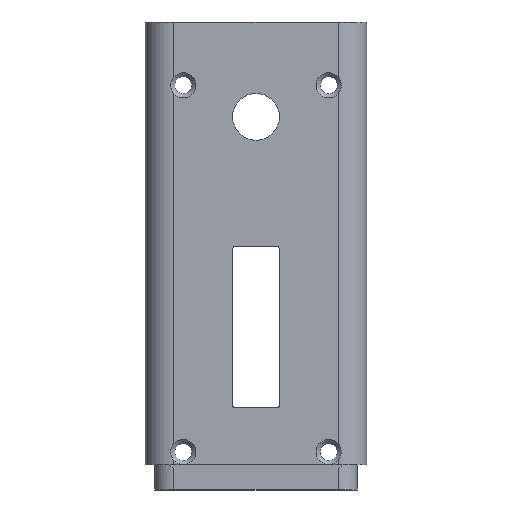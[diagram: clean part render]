
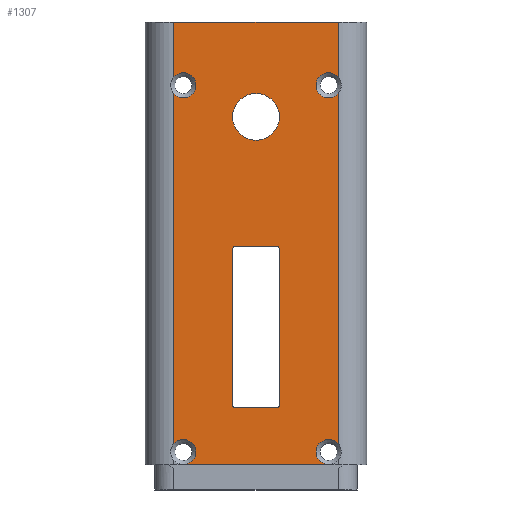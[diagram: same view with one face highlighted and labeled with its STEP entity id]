
A CAD part, top view. The second image highlights one B-rep face of the part: STEP entity #1307.
In plain terms, the highlighted planar face has unit normal (0, 0, 1).
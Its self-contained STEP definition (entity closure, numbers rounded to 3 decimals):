
#66=CIRCLE('',#1372,0.5);
#67=CIRCLE('',#1375,0.5);
#68=CIRCLE('',#1378,0.5);
#69=CIRCLE('',#1381,0.5);
#71=CIRCLE('',#1385,3.7);
#93=CIRCLE('',#1425,2.);
#94=CIRCLE('',#1426,2.);
#97=CIRCLE('',#1430,2.);
#99=CIRCLE('',#1434,2.);
#101=CIRCLE('',#1436,2.);
#102=CIRCLE('',#1439,2.);
#118=FACE_BOUND('',#253,.T.);
#119=FACE_BOUND('',#254,.T.);
#176=FACE_OUTER_BOUND('',#252,.T.);
#252=EDGE_LOOP('',(#1115,#1116,#1117,#1118,#1119,#1120,#1121,#1122,#1123,
#1124,#1125,#1126));
#253=EDGE_LOOP('',(#1127,#1128,#1129,#1130,#1131,#1132,#1133,#1134));
#254=EDGE_LOOP('',(#1135));
#328=LINE('',#1977,#451);
#331=LINE('',#1985,#454);
#334=LINE('',#1993,#457);
#337=LINE('',#2000,#460);
#361=LINE('',#2190,#484);
#371=LINE('',#2284,#494);
#372=LINE('',#2286,#495);
#375=LINE('',#2293,#498);
#376=LINE('',#2295,#499);
#377=LINE('',#2296,#500);
#451=VECTOR('',#1588,10.);
#454=VECTOR('',#1597,10.);
#457=VECTOR('',#1606,10.);
#460=VECTOR('',#1615,10.);
#484=VECTOR('',#1717,10.);
#494=VECTOR('',#1771,10.);
#495=VECTOR('',#1772,10.);
#498=VECTOR('',#1781,10.);
#499=VECTOR('',#1782,10.);
#500=VECTOR('',#1783,10.);
#565=VERTEX_POINT('',#1970);
#566=VERTEX_POINT('',#1971);
#567=VERTEX_POINT('',#1976);
#568=VERTEX_POINT('',#1980);
#569=VERTEX_POINT('',#1984);
#570=VERTEX_POINT('',#1988);
#571=VERTEX_POINT('',#1992);
#572=VERTEX_POINT('',#1996);
#574=VERTEX_POINT('',#2004);
#608=VERTEX_POINT('',#2187);
#609=VERTEX_POINT('',#2189);
#613=VERTEX_POINT('',#2199);
#615=VERTEX_POINT('',#2211);
#618=VERTEX_POINT('',#2226);
#620=VERTEX_POINT('',#2240);
#621=VERTEX_POINT('',#2241);
#622=VERTEX_POINT('',#2252);
#624=VERTEX_POINT('',#2261);
#626=VERTEX_POINT('',#2269);
#628=VERTEX_POINT('',#2285);
#630=VERTEX_POINT('',#2294);
#705=EDGE_CURVE('',#565,#566,#66,.T.);
#708=EDGE_CURVE('',#566,#567,#328,.T.);
#710=EDGE_CURVE('',#567,#568,#67,.T.);
#712=EDGE_CURVE('',#568,#569,#331,.T.);
#714=EDGE_CURVE('',#569,#570,#68,.T.);
#716=EDGE_CURVE('',#570,#571,#334,.T.);
#718=EDGE_CURVE('',#571,#572,#69,.T.);
#720=EDGE_CURVE('',#572,#565,#337,.T.);
#723=EDGE_CURVE('',#574,#574,#71,.T.);
#774=EDGE_CURVE('',#609,#608,#361,.T.);
#780=EDGE_CURVE('',#615,#613,#93,.T.);
#782=EDGE_CURVE('',#608,#615,#94,.T.);
#786=EDGE_CURVE('',#618,#609,#97,.T.);
#792=EDGE_CURVE('',#622,#620,#99,.T.);
#795=EDGE_CURVE('',#621,#622,#101,.T.);
#798=EDGE_CURVE('',#626,#624,#102,.T.);
#803=EDGE_CURVE('',#618,#624,#371,.T.);
#804=EDGE_CURVE('',#626,#628,#372,.T.);
#808=EDGE_CURVE('',#613,#621,#375,.T.);
#809=EDGE_CURVE('',#620,#630,#376,.T.);
#810=EDGE_CURVE('',#628,#630,#377,.T.);
#1115=ORIENTED_EDGE('',*,*,#782,.T.);
#1116=ORIENTED_EDGE('',*,*,#780,.T.);
#1117=ORIENTED_EDGE('',*,*,#808,.T.);
#1118=ORIENTED_EDGE('',*,*,#795,.T.);
#1119=ORIENTED_EDGE('',*,*,#792,.T.);
#1120=ORIENTED_EDGE('',*,*,#809,.T.);
#1121=ORIENTED_EDGE('',*,*,#810,.F.);
#1122=ORIENTED_EDGE('',*,*,#804,.F.);
#1123=ORIENTED_EDGE('',*,*,#798,.T.);
#1124=ORIENTED_EDGE('',*,*,#803,.F.);
#1125=ORIENTED_EDGE('',*,*,#786,.T.);
#1126=ORIENTED_EDGE('',*,*,#774,.T.);
#1127=ORIENTED_EDGE('',*,*,#714,.T.);
#1128=ORIENTED_EDGE('',*,*,#716,.T.);
#1129=ORIENTED_EDGE('',*,*,#718,.T.);
#1130=ORIENTED_EDGE('',*,*,#720,.T.);
#1131=ORIENTED_EDGE('',*,*,#705,.T.);
#1132=ORIENTED_EDGE('',*,*,#708,.T.);
#1133=ORIENTED_EDGE('',*,*,#710,.T.);
#1134=ORIENTED_EDGE('',*,*,#712,.T.);
#1135=ORIENTED_EDGE('',*,*,#723,.T.);
#1244=PLANE('',#1446);
#1307=ADVANCED_FACE('',(#176,#118,#119),#1244,.T.);
#1372=AXIS2_PLACEMENT_3D('',#1972,#1582,#1583);
#1375=AXIS2_PLACEMENT_3D('',#1981,#1592,#1593);
#1378=AXIS2_PLACEMENT_3D('',#1989,#1601,#1602);
#1381=AXIS2_PLACEMENT_3D('',#1997,#1610,#1611);
#1385=AXIS2_PLACEMENT_3D('',#2006,#1621,#1622);
#1425=AXIS2_PLACEMENT_3D('',#2212,#1726,#1727);
#1426=AXIS2_PLACEMENT_3D('',#2214,#1729,#1730);
#1430=AXIS2_PLACEMENT_3D('',#2227,#1737,#1738);
#1434=AXIS2_PLACEMENT_3D('',#2253,#1747,#1748);
#1436=AXIS2_PLACEMENT_3D('',#2257,#1752,#1753);
#1439=AXIS2_PLACEMENT_3D('',#2270,#1759,#1760);
#1446=AXIS2_PLACEMENT_3D('',#2292,#1779,#1780);
#1582=DIRECTION('center_axis',(0.,0.,-1.));
#1583=DIRECTION('ref_axis',(0.,1.,0.));
#1588=DIRECTION('',(0.,-1.,0.));
#1592=DIRECTION('center_axis',(0.,0.,-1.));
#1593=DIRECTION('ref_axis',(1.,0.,0.));
#1597=DIRECTION('',(-1.,0.,0.));
#1601=DIRECTION('center_axis',(0.,0.,-1.));
#1602=DIRECTION('ref_axis',(0.,-1.,0.));
#1606=DIRECTION('',(0.,1.,0.));
#1610=DIRECTION('center_axis',(0.,0.,-1.));
#1611=DIRECTION('ref_axis',(-1.,0.,0.));
#1615=DIRECTION('',(1.,0.,0.));
#1621=DIRECTION('center_axis',(0.,0.,-1.));
#1622=DIRECTION('ref_axis',(-1.,0.,0.));
#1717=DIRECTION('',(1.,0.,0.));
#1726=DIRECTION('center_axis',(0.,0.,-1.));
#1727=DIRECTION('ref_axis',(1.,0.,0.));
#1729=DIRECTION('center_axis',(0.,0.,-1.));
#1730=DIRECTION('ref_axis',(1.,0.,0.));
#1737=DIRECTION('center_axis',(0.,0.,-1.));
#1738=DIRECTION('ref_axis',(1.,0.,0.));
#1747=DIRECTION('center_axis',(0.,0.,-1.));
#1748=DIRECTION('ref_axis',(1.,0.,0.));
#1752=DIRECTION('center_axis',(0.,0.,-1.));
#1753=DIRECTION('ref_axis',(1.,0.,0.));
#1759=DIRECTION('center_axis',(0.,0.,-1.));
#1760=DIRECTION('ref_axis',(1.,0.,0.));
#1771=DIRECTION('',(0.,1.,0.));
#1772=DIRECTION('',(0.,1.,0.));
#1779=DIRECTION('center_axis',(0.,0.,1.));
#1780=DIRECTION('ref_axis',(1.,0.,0.));
#1781=DIRECTION('',(0.,1.,0.));
#1782=DIRECTION('',(0.,1.,0.));
#1783=DIRECTION('',(1.,0.,0.));
#1970=CARTESIAN_POINT('',(3.25,34.5,17.5));
#1971=CARTESIAN_POINT('',(3.75,34.,17.5));
#1972=CARTESIAN_POINT('Origin',(3.25,34.,17.5));
#1976=CARTESIAN_POINT('',(3.75,9.5,17.5));
#1977=CARTESIAN_POINT('',(3.75,4.75,17.5));
#1980=CARTESIAN_POINT('',(3.25,9.,17.5));
#1981=CARTESIAN_POINT('Origin',(3.25,9.5,17.5));
#1984=CARTESIAN_POINT('',(-3.25,9.,17.5));
#1985=CARTESIAN_POINT('',(-8.125,9.,17.5));
#1988=CARTESIAN_POINT('',(-3.75,9.5,17.5));
#1989=CARTESIAN_POINT('Origin',(-3.25,9.5,17.5));
#1992=CARTESIAN_POINT('',(-3.75,34.,17.5));
#1993=CARTESIAN_POINT('',(-3.75,17.,17.5));
#1996=CARTESIAN_POINT('',(-3.25,34.5,17.5));
#1997=CARTESIAN_POINT('Origin',(-3.25,34.,17.5));
#2000=CARTESIAN_POINT('',(-4.875,34.5,17.5));
#2004=CARTESIAN_POINT('',(3.7,55.,17.5));
#2006=CARTESIAN_POINT('Origin',(0.,55.,17.5));
#2187=CARTESIAN_POINT('',(11.5,0.,17.5));
#2189=CARTESIAN_POINT('',(-11.5,0.,17.5));
#2190=CARTESIAN_POINT('',(-13.,0.,17.5));
#2199=CARTESIAN_POINT('',(13.,3.323,17.5));
#2211=CARTESIAN_POINT('',(9.5,2.,17.5));
#2212=CARTESIAN_POINT('Origin',(11.5,2.,17.5));
#2214=CARTESIAN_POINT('Origin',(11.5,2.,17.5));
#2226=CARTESIAN_POINT('',(-13.,3.323,17.5));
#2227=CARTESIAN_POINT('Origin',(-11.5,2.,17.5));
#2240=CARTESIAN_POINT('',(13.,61.323,17.5));
#2241=CARTESIAN_POINT('',(13.,58.677,17.5));
#2252=CARTESIAN_POINT('',(9.5,60.,17.5));
#2253=CARTESIAN_POINT('Origin',(11.5,60.,17.5));
#2257=CARTESIAN_POINT('Origin',(11.5,60.,17.5));
#2261=CARTESIAN_POINT('',(-13.,58.677,17.5));
#2269=CARTESIAN_POINT('',(-13.,61.323,17.5));
#2270=CARTESIAN_POINT('Origin',(-11.5,60.,17.5));
#2284=CARTESIAN_POINT('',(-13.,0.,17.5));
#2285=CARTESIAN_POINT('',(-13.,70.,17.5));
#2286=CARTESIAN_POINT('',(-13.,0.,17.5));
#2292=CARTESIAN_POINT('Origin',(-13.,0.,17.5));
#2293=CARTESIAN_POINT('',(13.,0.,17.5));
#2294=CARTESIAN_POINT('',(13.,70.,17.5));
#2295=CARTESIAN_POINT('',(13.,0.,17.5));
#2296=CARTESIAN_POINT('',(-13.,70.,17.5));
